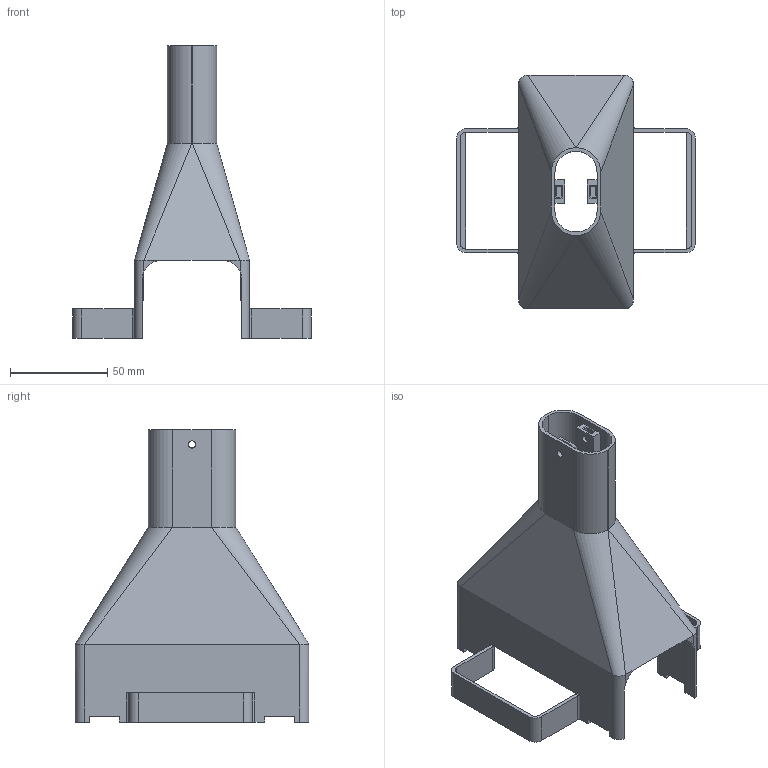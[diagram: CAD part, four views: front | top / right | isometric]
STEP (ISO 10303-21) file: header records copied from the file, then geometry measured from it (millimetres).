
FILE_DESCRIPTION(('FreeCAD Model'),'2;1');
FILE_NAME('Open CASCADE Shape Model','2025-08-12T21:55:51',('FreeCAD'),( 'FreeCAD'),'Open CASCADE STEP processor 7.8','FreeCAD','Unknown');
FILE_SCHEMA(('AUTOMOTIVE_DESIGN { 1 0 10303 214 1 1 1 1 }'));
Length unit declared in the file: millimetre
Products named in the file (1): Open CASCADE STEP translator 7.8 17
Bounding box: 122.6 x 120 x 150 mm (x, y, z)
Volume: 58757.5 mm3; surface area: 68085.8 mm2
Topology: 1 solids, 1 shells, 161 faces, 429 edges, 269 vertices
Faces by surface type: plane 102, cylinder 40, bspline 19
Full cylindrical faces by diameter (mm): 3.75 x4
Entity records: 5344 total; most frequent: CARTESIAN_POINT 1441, ORIENTED_EDGE 858, DIRECTION 728, EDGE_CURVE 429, LINE 284, VECTOR 284, VERTEX_POINT 269, AXIS2_PLACEMENT_3D 222
